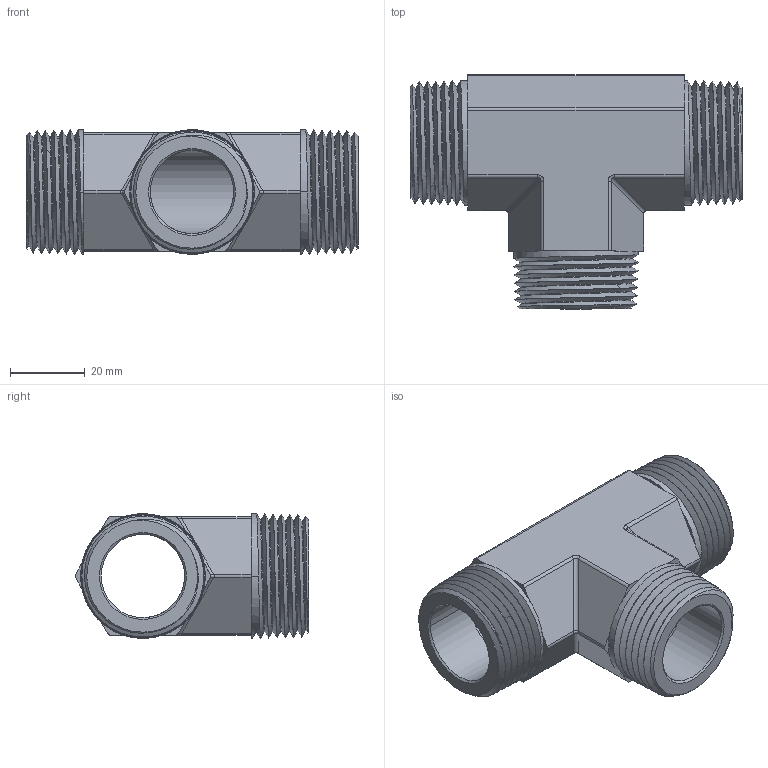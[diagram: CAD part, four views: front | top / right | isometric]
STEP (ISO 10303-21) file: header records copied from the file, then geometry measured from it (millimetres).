
FILE_DESCRIPTION((''),'2;1');
FILE_NAME('001_H-SMT_MASTER','2025-07-08T08:05:39',('Administrator'),(''),'CREO PARAMETRIC BY PTC INC, 2020184','CREO PARAMETRIC BY PTC INC, 2020184','');
FILE_SCHEMA(('AUTOMOTIVE_DESIGN { 1 0 10303 214 1 1 1 1 }'));
Length unit declared in the file: millimetre
Products named in the file (1): 001_H-SMT_MASTER
Bounding box: 89 x 62.7 x 33.4 mm (x, y, z)
Volume: 51191.1 mm3; surface area: 24764.7 mm2
Topology: 1 solids, 1 shells, 165 faces, 438 edges, 282 vertices
Faces by surface type: plane 60, cone 51, cylinder 30, bspline 24
Entity records: 21786 total; most frequent: CARTESIAN_POINT 16488, ORIENTED_EDGE 860, DIRECTION 693, PRESENTATION_STYLE_ASSIGNMENT 440, STYLED_ITEM 440, CURVE_STYLE 439, EDGE_CURVE 430, VERTEX_POINT 266
